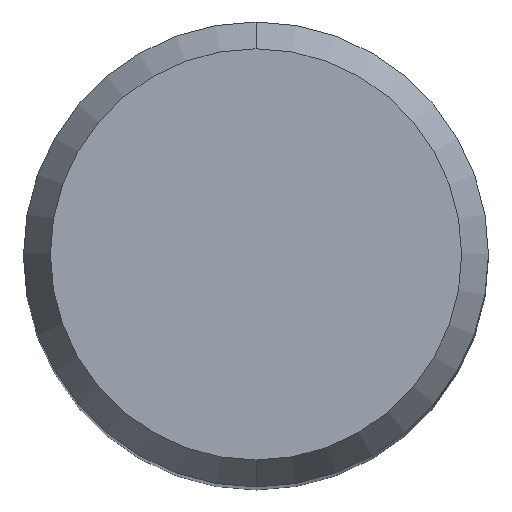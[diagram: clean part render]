
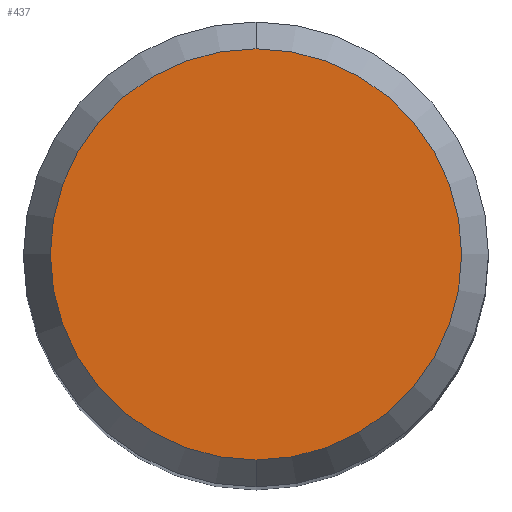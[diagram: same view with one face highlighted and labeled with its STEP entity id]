
A CAD part, top view. The second image highlights one B-rep face of the part: STEP entity #437.
In plain terms, the highlighted planar face has unit normal (0, 0, 1).
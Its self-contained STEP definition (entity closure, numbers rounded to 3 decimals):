
#225=EDGE_CURVE('',#397,#293,#523,.T.);
#233=EDGE_CURVE('',#293,#397,#531,.T.);
#293=VERTEX_POINT('',#600);
#397=VERTEX_POINT('',#710);
#437=ADVANCED_FACE('',(#755),#756,.T.);
#523=CIRCLE('',#915,4.423);
#531=CIRCLE('',#940,4.423);
#600=CARTESIAN_POINT('',(0.0,4.423,0.0));
#710=CARTESIAN_POINT('',(0.,-4.423,0.0));
#755=FACE_OUTER_BOUND('',#1406,.T.);
#756=PLANE('',#1407);
#915=AXIS2_PLACEMENT_3D('',#1479,#1480,#1481);
#940=AXIS2_PLACEMENT_3D('',#1482,#1483,#1484);
#1406=EDGE_LOOP('',(#1743,#1744));
#1407=AXIS2_PLACEMENT_3D('',#1745,#1746,#1747);
#1479=CARTESIAN_POINT('',(0.0,0.0,0.0));
#1480=DIRECTION('',(0.0,0.0,-1.0));
#1481=DIRECTION('',(0.0,1.0,0.0));
#1482=CARTESIAN_POINT('',(0.0,0.0,0.0));
#1483=DIRECTION('',(0.0,0.0,-1.0));
#1484=DIRECTION('',(0.0,1.0,0.0));
#1743=ORIENTED_EDGE('',*,*,#233,.F.);
#1744=ORIENTED_EDGE('',*,*,#225,.F.);
#1745=CARTESIAN_POINT('',(0.0,2.211,0.0));
#1746=DIRECTION('',(-0.0,0.0,1.0));
#1747=DIRECTION('',(0.0,-1.0,0.0));
